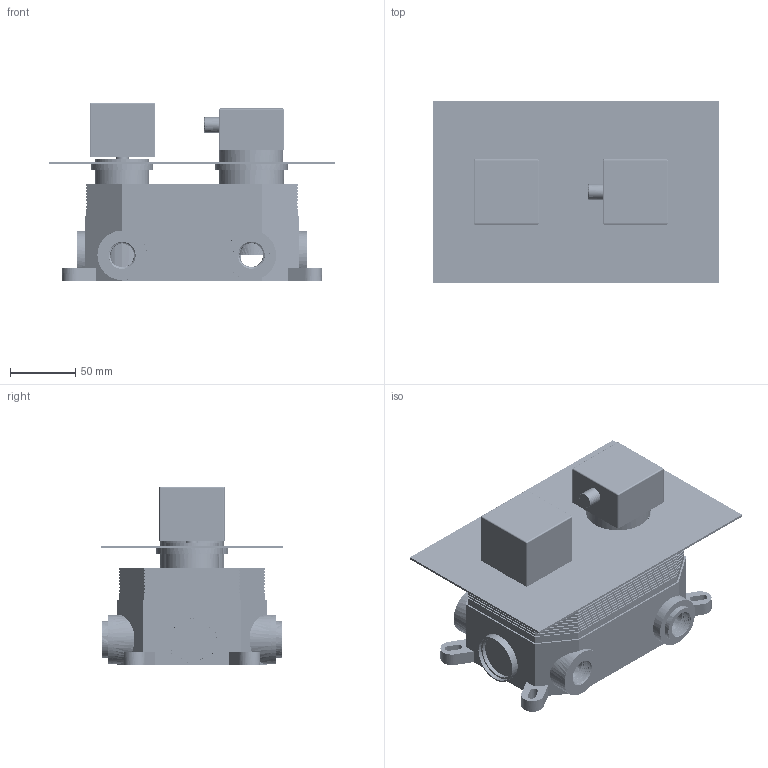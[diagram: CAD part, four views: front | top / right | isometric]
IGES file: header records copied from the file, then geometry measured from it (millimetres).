
Global section: file name: 50HTM2VQ.igs; native system: NX V1899; preprocessor: SIEMENS PLM Software NX 1904; date: 20200226.103256; units: millimetre
Bounding box: 220 x 140 x 137.1 mm (x, y, z)
Surface area: 364151.3 mm2 (no closed solid volume)
Topology: 0 solids, 0 shells, 1310 faces, 9693 edges, 9630 vertices
Faces by surface type: bspline 1310
